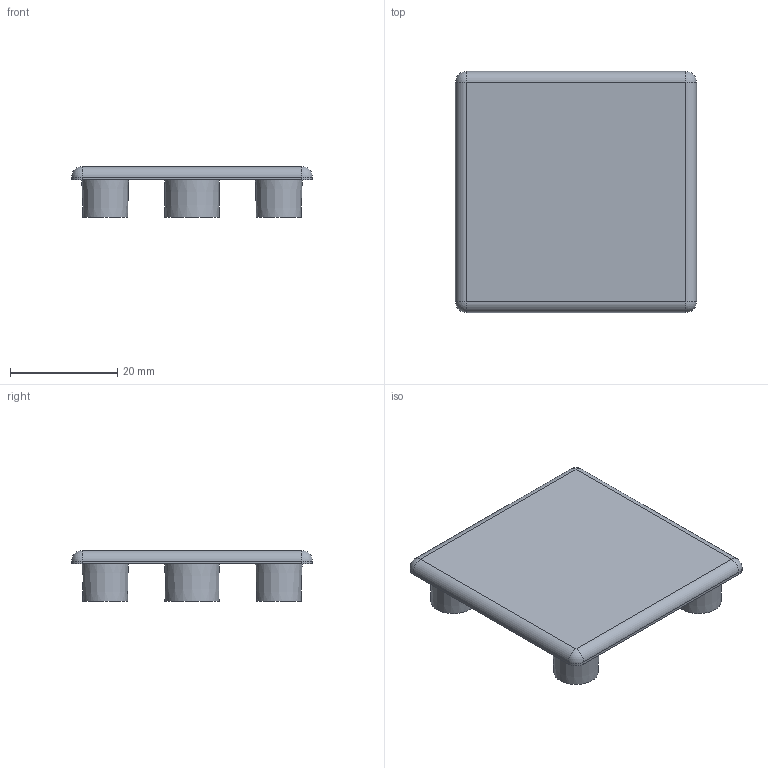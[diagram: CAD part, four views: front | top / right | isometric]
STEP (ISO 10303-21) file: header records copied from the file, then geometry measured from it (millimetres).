
FILE_DESCRIPTION(/* description */ ('TAPPO 45X45 NERO - CAVA 10'),/* implementation_level */ '2;1');
FILE_NAME(/* name */ 'DTPTR0000054.stp',/* time_stamp */ '2018-11-08T11:00:24+01:00',/* author */ ('fzagni'),/* organization */ (''),/* preprocessor_version */ 'ST-DEVELOPER v16.1',/* originating_system */ 'Autodesk Inventor 2016',/* authorisation */ '');
FILE_SCHEMA (('AUTOMOTIVE_DESIGN { 1 0 10303 214 3 1 1 }'));
Length unit declared in the file: millimetre
Products named in the file (1): DTPTR0000054
Bounding box: 45 x 45 x 9.5 mm (x, y, z)
Volume: 6055.1 mm3; surface area: 5933.9 mm2
Topology: 1 solids, 1 shells, 38 faces, 66 edges, 40 vertices
Faces by surface type: plane 16, cone 10, cylinder 8, sphere 4
Entity records: 884 total; most frequent: DIRECTION 170, CARTESIAN_POINT 135, ORIENTED_EDGE 112, AXIS2_PLACEMENT_3D 75, EDGE_LOOP 58, EDGE_CURVE 56, VERTEX_POINT 40, FACE_OUTER_BOUND 38
